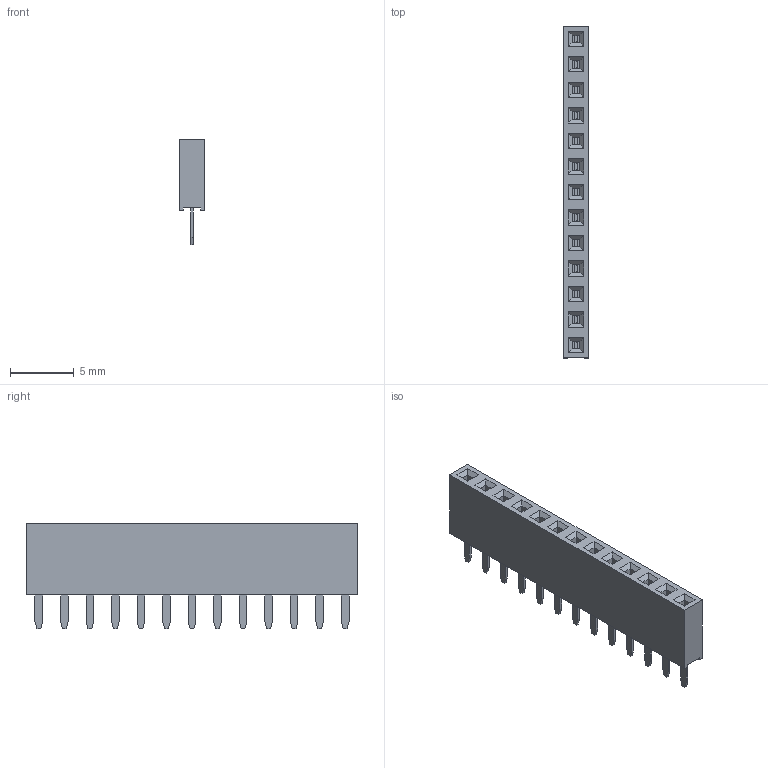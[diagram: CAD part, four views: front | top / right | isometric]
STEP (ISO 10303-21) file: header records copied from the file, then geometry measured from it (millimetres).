
FILE_DESCRIPTION(/* description */ ('model of PinSocket_1x13_P2.00mm_Vertical'),/* implementation_level */ '2;1');
FILE_NAME(/* name */ 'PinSocket_1x13_P2.00mm_Vertical.step',/* time_stamp */ '1970-01-01T00:00:00',/* author */ ('KiCAD','kicad'),/* organization */ ('OCCT'),/* preprocessor_version */ '',/* originating_system */ 'KiCAD',/* authorisation */ '');
FILE_SCHEMA(('AUTOMOTIVE_DESIGN { 1 0 10303 214 1 1 1 1 }'));
Length unit declared in the file: millimetre
Products named in the file (1): PinSocket_1x13_P2.00mm_Vertical
Bounding box: 2 x 26 x 8.3 mm (x, y, z)
Volume: 266.1 mm3; surface area: 639.7 mm2
Topology: 1 solids, 1 shells, 348 faces, 908 edges, 588 vertices
Faces by surface type: plane 348
Entity records: 6793 total; most frequent: ORIENTED_EDGE 1388, EDGE_CURVE 908, LINE 854, CARTESIAN_POINT 839, VERTEX_POINT 588, FACE_BOUND 374, EDGE_LOOP 374, ADVANCED_FACE 348
